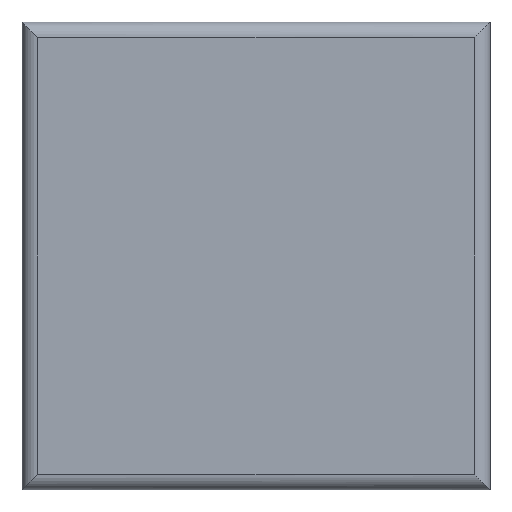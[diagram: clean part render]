
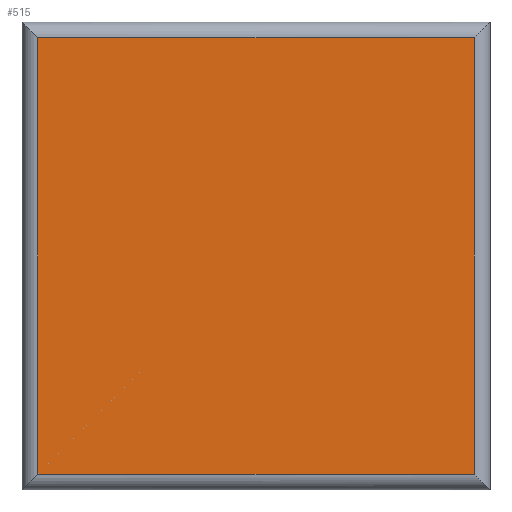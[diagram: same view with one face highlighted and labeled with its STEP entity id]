
A CAD part, left-side view. The second image highlights one B-rep face of the part: STEP entity #515.
In plain terms, the highlighted planar face has unit normal (-1, 0, 0).
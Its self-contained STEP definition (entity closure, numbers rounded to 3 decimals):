
#10 = EDGE_CURVE ( 'NONE', #295, #378, #711, .T. ) ;
#27 = LINE ( 'NONE', #153, #576 ) ;
#108 = EDGE_CURVE ( 'NONE', #199, #295, #27, .T. ) ;
#110 = DIRECTION ( 'NONE',  ( 0., -1., 0. ) ) ;
#123 = LINE ( 'NONE', #701, #650 ) ;
#127 = CARTESIAN_POINT ( 'NONE',  ( -0.3, -0.14, -0.14 ) ) ;
#142 = ORIENTED_EDGE ( 'NONE', *, *, #108, .T. ) ;
#148 = CARTESIAN_POINT ( 'NONE',  ( -0.3, -0.14, 0.14 ) ) ;
#150 = EDGE_LOOP ( 'NONE', ( #750, #771, #617, #142 ) ) ;
#153 = CARTESIAN_POINT ( 'NONE',  ( -0.3, 0.15, 0.14 ) ) ;
#166 = CARTESIAN_POINT ( 'NONE',  ( -0.3, -0.14, -0.15 ) ) ;
#176 = VECTOR ( 'NONE', #287, 1000. ) ;
#199 = VERTEX_POINT ( 'NONE', #148 ) ;
#211 = CARTESIAN_POINT ( 'NONE',  ( -0.3, 0.15, -0.15 ) ) ;
#217 = DIRECTION ( 'NONE',  ( 0., 0., -1. ) ) ;
#222 = EDGE_CURVE ( 'NONE', #378, #607, #123, .T. ) ;
#224 = AXIS2_PLACEMENT_3D ( 'NONE', #211, #555, #217 ) ;
#242 = DIRECTION ( 'NONE',  ( 0., 0., -1. ) ) ;
#245 = CARTESIAN_POINT ( 'NONE',  ( -0.3, 0.14, 0.14 ) ) ;
#287 = DIRECTION ( 'NONE',  ( 0., 0., 1. ) ) ;
#295 = VERTEX_POINT ( 'NONE', #245 ) ;
#328 = PLANE ( 'NONE',  #224 ) ;
#378 = VERTEX_POINT ( 'NONE', #661 ) ;
#433 = VECTOR ( 'NONE', #242, 1000. ) ;
#440 = LINE ( 'NONE', #166, #176 ) ;
#442 = DIRECTION ( 'NONE',  ( 0., 1., 0. ) ) ;
#494 = FACE_OUTER_BOUND ( 'NONE', #150, .T. ) ;
#510 = EDGE_CURVE ( 'NONE', #607, #199, #440, .T. ) ;
#515 = ADVANCED_FACE ( 'NONE', ( #494 ), #328, .F. ) ;
#555 = DIRECTION ( 'NONE',  ( 1., 0., 0. ) ) ;
#576 = VECTOR ( 'NONE', #442, 1000. ) ;
#607 = VERTEX_POINT ( 'NONE', #127 ) ;
#617 = ORIENTED_EDGE ( 'NONE', *, *, #510, .T. ) ;
#650 = VECTOR ( 'NONE', #110, 1000. ) ;
#661 = CARTESIAN_POINT ( 'NONE',  ( -0.3, 0.14, -0.14 ) ) ;
#701 = CARTESIAN_POINT ( 'NONE',  ( -0.3, 0.15, -0.14 ) ) ;
#711 = LINE ( 'NONE', #776, #433 ) ;
#750 = ORIENTED_EDGE ( 'NONE', *, *, #10, .T. ) ;
#771 = ORIENTED_EDGE ( 'NONE', *, *, #222, .T. ) ;
#776 = CARTESIAN_POINT ( 'NONE',  ( -0.3, 0.14, -0.15 ) ) ;
